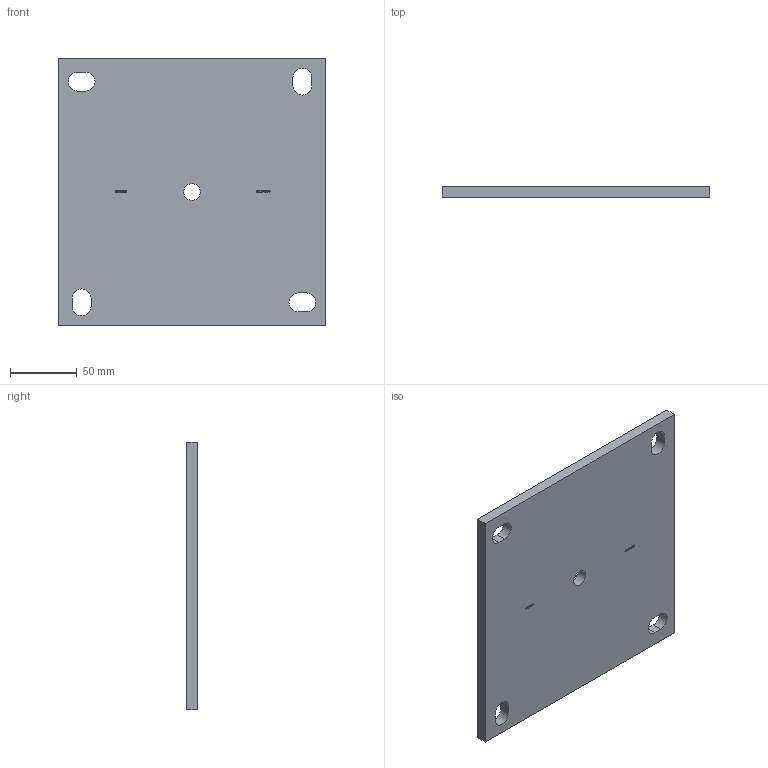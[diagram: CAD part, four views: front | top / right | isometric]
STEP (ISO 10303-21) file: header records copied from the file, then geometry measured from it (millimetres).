
FILE_DESCRIPTION (( 'STEP AP203' ), '1' );
FILE_NAME ('51013-STQ-8.step', '2023-04-03T12:37:54', ( '' ), ( '' ), 'SwSTEP 2.0', 'SolidWorks 2018', '' );
FILE_SCHEMA (( 'CONFIG_CONTROL_DESIGN' ));
Length unit declared in the file: millimetre
Products named in the file (1): 51013-STQ-8
Bounding box: 200 x 8 x 200 mm (x, y, z)
Volume: 311403.6 mm3; surface area: 86366.8 mm2
Topology: 1 solids, 1 shells, 269 faces, 723 edges, 482 vertices
Faces by surface type: plane 139, bspline 121, cylinder 9
Full cylindrical faces by diameter (mm): 12.5 x1
Entity records: 14733 total; most frequent: CARTESIAN_POINT 8707, ORIENTED_EDGE 1444, DIRECTION 796, EDGE_CURVE 722, VERTEX_POINT 482, VECTOR 462, LINE 462, EDGE_LOOP 306
